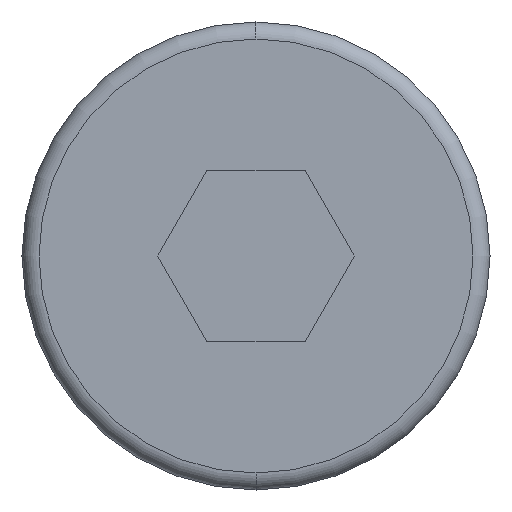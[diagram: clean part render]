
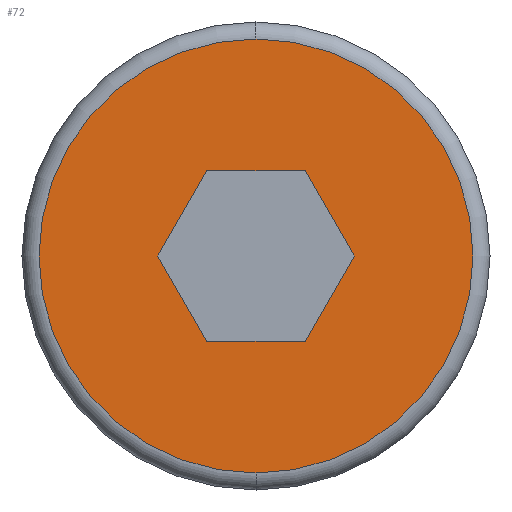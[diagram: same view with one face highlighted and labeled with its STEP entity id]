
A CAD part, left-side view. The second image highlights one B-rep face of the part: STEP entity #72.
In plain terms, the highlighted planar face has unit normal (-1, 0, 0).
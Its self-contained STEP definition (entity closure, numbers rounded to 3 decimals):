
#15 = EDGE_LOOP ( 'NONE', ( #599, #86 ) ) ;
#24 = DIRECTION ( 'NONE',  ( 0., -0.5, 0.866 ) ) ;
#30 = FACE_BOUND ( 'NONE', #418, .T. ) ;
#41 = CARTESIAN_POINT ( 'NONE',  ( -2.3, -0.577, -1. ) ) ;
#58 = CARTESIAN_POINT ( 'NONE',  ( -2.3, -1.155, 0. ) ) ;
#72 = ADVANCED_FACE ( 'NONE', ( #367, #30 ), #655, .F. ) ;
#83 = EDGE_CURVE ( 'NONE', #320, #130, #673, .T. ) ;
#86 = ORIENTED_EDGE ( 'NONE', *, *, #462, .T. ) ;
#89 = LINE ( 'NONE', #459, #730 ) ;
#96 = AXIS2_PLACEMENT_3D ( 'NONE', #813, #648, #279 ) ;
#117 = ORIENTED_EDGE ( 'NONE', *, *, #134, .F. ) ;
#127 = VERTEX_POINT ( 'NONE', #516 ) ;
#130 = VERTEX_POINT ( 'NONE', #767 ) ;
#134 = EDGE_CURVE ( 'NONE', #768, #529, #812, .T. ) ;
#137 = CARTESIAN_POINT ( 'NONE',  ( -2.3, 1.155, 0. ) ) ;
#179 = ORIENTED_EDGE ( 'NONE', *, *, #650, .F. ) ;
#199 = VECTOR ( 'NONE', #24, 1000. ) ;
#210 = ORIENTED_EDGE ( 'NONE', *, *, #83, .F. ) ;
#247 = CARTESIAN_POINT ( 'NONE',  ( -2.3, 0.577, -1. ) ) ;
#258 = EDGE_CURVE ( 'NONE', #127, #728, #611, .T. ) ;
#260 = LINE ( 'NONE', #357, #732 ) ;
#268 = CARTESIAN_POINT ( 'NONE',  ( -2.3, 0.577, -1. ) ) ;
#271 = EDGE_CURVE ( 'NONE', #130, #768, #260, .T. ) ;
#274 = LINE ( 'NONE', #268, #744 ) ;
#279 = DIRECTION ( 'NONE',  ( 0., 0., -1. ) ) ;
#320 = VERTEX_POINT ( 'NONE', #41 ) ;
#321 = CARTESIAN_POINT ( 'NONE',  ( -2.3, 0., 2.55 ) ) ;
#342 = VECTOR ( 'NONE', #710, 1000. ) ;
#352 = DIRECTION ( 'NONE',  ( 0., 0., -1. ) ) ;
#357 = CARTESIAN_POINT ( 'NONE',  ( -2.3, -0.577, 1. ) ) ;
#362 = ORIENTED_EDGE ( 'NONE', *, *, #271, .F. ) ;
#367 = FACE_OUTER_BOUND ( 'NONE', #15, .T. ) ;
#388 = DIRECTION ( 'NONE',  ( 0., 0.5, 0.866 ) ) ;
#400 = CARTESIAN_POINT ( 'NONE',  ( -2.3, 0.577, 1. ) ) ;
#418 = EDGE_LOOP ( 'NONE', ( #210, #612, #638, #179, #117, #362 ) ) ;
#424 = CIRCLE ( 'NONE', #437, 2.55 ) ;
#437 = AXIS2_PLACEMENT_3D ( 'NONE', #590, #656, #352 ) ;
#443 = EDGE_CURVE ( 'NONE', #725, #816, #274, .T. ) ;
#452 = DIRECTION ( 'NONE',  ( 0., 0.5, -0.866 ) ) ;
#458 = CARTESIAN_POINT ( 'NONE',  ( -2.3, 0., 0. ) ) ;
#459 = CARTESIAN_POINT ( 'NONE',  ( -2.3, 1.155, 0. ) ) ;
#462 = EDGE_CURVE ( 'NONE', #728, #127, #424, .T. ) ;
#473 = CARTESIAN_POINT ( 'NONE',  ( -2.3, -0.577, -1. ) ) ;
#486 = AXIS2_PLACEMENT_3D ( 'NONE', #458, #787, #543 ) ;
#497 = VECTOR ( 'NONE', #782, 1000. ) ;
#513 = LINE ( 'NONE', #473, #342 ) ;
#516 = CARTESIAN_POINT ( 'NONE',  ( -2.3, 0., -2.55 ) ) ;
#529 = VERTEX_POINT ( 'NONE', #400 ) ;
#532 = EDGE_CURVE ( 'NONE', #816, #320, #513, .T. ) ;
#543 = DIRECTION ( 'NONE',  ( 0., 0., -1. ) ) ;
#590 = CARTESIAN_POINT ( 'NONE',  ( -2.3, 0., 0. ) ) ;
#599 = ORIENTED_EDGE ( 'NONE', *, *, #258, .T. ) ;
#611 = CIRCLE ( 'NONE', #486, 2.55 ) ;
#612 = ORIENTED_EDGE ( 'NONE', *, *, #532, .F. ) ;
#638 = ORIENTED_EDGE ( 'NONE', *, *, #443, .F. ) ;
#648 = DIRECTION ( 'NONE',  ( 1., 0., 0. ) ) ;
#650 = EDGE_CURVE ( 'NONE', #529, #725, #89, .T. ) ;
#655 = PLANE ( 'NONE',  #96 ) ;
#656 = DIRECTION ( 'NONE',  ( -1., 0., 0. ) ) ;
#673 = LINE ( 'NONE', #58, #199 ) ;
#708 = DIRECTION ( 'NONE',  ( 0., -0.5, -0.866 ) ) ;
#710 = DIRECTION ( 'NONE',  ( 0., -1., 0. ) ) ;
#719 = CARTESIAN_POINT ( 'NONE',  ( -2.3, 0.577, 1. ) ) ;
#725 = VERTEX_POINT ( 'NONE', #137 ) ;
#728 = VERTEX_POINT ( 'NONE', #321 ) ;
#730 = VECTOR ( 'NONE', #452, 1000. ) ;
#732 = VECTOR ( 'NONE', #388, 1000. ) ;
#743 = CARTESIAN_POINT ( 'NONE',  ( -2.3, -0.577, 1. ) ) ;
#744 = VECTOR ( 'NONE', #708, 1000. ) ;
#767 = CARTESIAN_POINT ( 'NONE',  ( -2.3, -1.155, 0. ) ) ;
#768 = VERTEX_POINT ( 'NONE', #743 ) ;
#782 = DIRECTION ( 'NONE',  ( 0., 1., 0. ) ) ;
#787 = DIRECTION ( 'NONE',  ( -1., 0., 0. ) ) ;
#812 = LINE ( 'NONE', #719, #497 ) ;
#813 = CARTESIAN_POINT ( 'NONE',  ( -2.3, 0., 0. ) ) ;
#816 = VERTEX_POINT ( 'NONE', #247 ) ;
